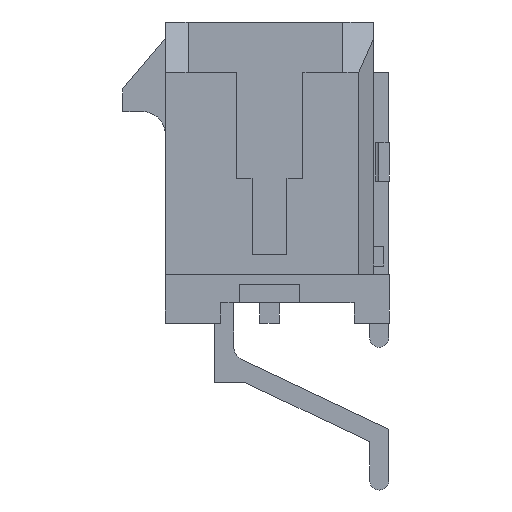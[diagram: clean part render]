
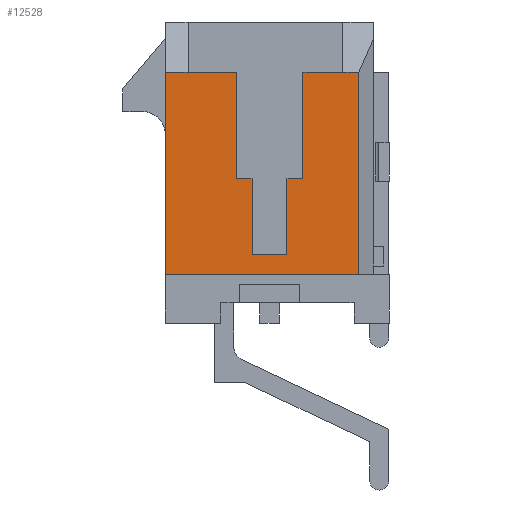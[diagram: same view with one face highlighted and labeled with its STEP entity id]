
A CAD part, left-side view. The second image highlights one B-rep face of the part: STEP entity #12528.
In plain terms, the highlighted planar face has unit normal (-1, 0, 0).
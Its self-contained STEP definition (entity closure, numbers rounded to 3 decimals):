
#3406=DIRECTION('',(0.,0.,-1.));
#3407=VECTOR('',#3406,3.5);
#3408=CARTESIAN_POINT('',(-13.825,-1.1,3.305));
#3409=LINE('',#3408,#3407);
#3410=DIRECTION('',(0.,1.,0.));
#3411=VECTOR('',#3410,1.31);
#3412=CARTESIAN_POINT('',(-13.825,-2.41,3.305));
#3413=LINE('',#3412,#3411);
#3414=DIRECTION('',(0.,-1.,0.));
#3415=VECTOR('',#3414,0.52);
#3416=CARTESIAN_POINT('',(-13.825,-2.41,3.305));
#3417=LINE('',#3416,#3415);
#3418=DIRECTION('',(0.,0.,-1.));
#3419=VECTOR('',#3418,6.66);
#3420=CARTESIAN_POINT('',(-13.825,-2.93,3.305));
#3421=LINE('',#3420,#3419);
#3422=DIRECTION('',(0.,1.,0.));
#3423=VECTOR('',#3422,6.36);
#3424=CARTESIAN_POINT('',(-13.825,-2.93,-3.355));
#3425=LINE('',#3424,#3423);
#3426=DIRECTION('',(0.,0.,1.));
#3427=VECTOR('',#3426,6.66);
#3428=CARTESIAN_POINT('',(-13.825,3.43,-3.355));
#3429=LINE('',#3428,#3427);
#3430=DIRECTION('',(0.,-1.,0.));
#3431=VECTOR('',#3430,0.75);
#3432=CARTESIAN_POINT('',(-13.825,3.43,3.305));
#3433=LINE('',#3432,#3431);
#3434=DIRECTION('',(0.,1.,0.));
#3435=VECTOR('',#3434,1.58);
#3436=CARTESIAN_POINT('',(-13.825,1.1,3.305));
#3437=LINE('',#3436,#3435);
#3438=DIRECTION('',(0.,0.,-1.));
#3439=VECTOR('',#3438,3.5);
#3440=CARTESIAN_POINT('',(-13.825,1.1,3.305));
#3441=LINE('',#3440,#3439);
#3442=DIRECTION('',(0.,1.,0.));
#3443=VECTOR('',#3442,0.525);
#3444=CARTESIAN_POINT('',(-13.825,0.575,-0.195));
#3445=LINE('',#3444,#3443);
#3446=DIRECTION('',(0.,0.,1.));
#3447=VECTOR('',#3446,2.5);
#3448=CARTESIAN_POINT('',(-13.825,0.575,-2.695));
#3449=LINE('',#3448,#3447);
#3450=DIRECTION('',(0.,1.,0.));
#3451=VECTOR('',#3450,1.15);
#3452=CARTESIAN_POINT('',(-13.825,-0.575,-2.695));
#3453=LINE('',#3452,#3451);
#3454=DIRECTION('',(0.,0.,-1.));
#3455=VECTOR('',#3454,2.5);
#3456=CARTESIAN_POINT('',(-13.825,-0.575,-0.195));
#3457=LINE('',#3456,#3455);
#3458=DIRECTION('',(0.,1.,0.));
#3459=VECTOR('',#3458,0.525);
#3460=CARTESIAN_POINT('',(-13.825,-1.1,-0.195));
#3461=LINE('',#3460,#3459);
#6660=CARTESIAN_POINT('',(-13.825,3.43,3.305));
#6662=VERTEX_POINT('',#6660);
#6711=CARTESIAN_POINT('',(-13.825,2.68,3.305));
#6712=VERTEX_POINT('',#6711);
#6713=CARTESIAN_POINT('',(-13.825,-2.41,3.305));
#6714=VERTEX_POINT('',#6713);
#6833=CARTESIAN_POINT('',(-13.825,-1.1,3.305));
#6834=CARTESIAN_POINT('',(-13.825,-1.1,-0.195));
#6835=VERTEX_POINT('',#6833);
#6836=VERTEX_POINT('',#6834);
#6837=CARTESIAN_POINT('',(-13.825,-0.575,-0.195));
#6838=VERTEX_POINT('',#6837);
#6839=CARTESIAN_POINT('',(-13.825,-0.575,-2.695));
#6840=VERTEX_POINT('',#6839);
#6841=CARTESIAN_POINT('',(-13.825,0.575,-2.695));
#6842=VERTEX_POINT('',#6841);
#6843=CARTESIAN_POINT('',(-13.825,0.575,-0.195));
#6844=VERTEX_POINT('',#6843);
#6845=CARTESIAN_POINT('',(-13.825,1.1,-0.195));
#6846=VERTEX_POINT('',#6845);
#6847=CARTESIAN_POINT('',(-13.825,1.1,3.305));
#6848=VERTEX_POINT('',#6847);
#7893=CARTESIAN_POINT('',(-13.825,3.43,-3.355));
#7894=VERTEX_POINT('',#7893);
#7899=CARTESIAN_POINT('',(-13.825,-2.93,3.305));
#7900=VERTEX_POINT('',#7899);
#7901=CARTESIAN_POINT('',(-13.825,-2.93,-3.355));
#7902=VERTEX_POINT('',#7901);
#12498=CARTESIAN_POINT('',(-13.825,0.,0.));
#12499=DIRECTION('',(1.,0.,0.));
#12500=DIRECTION('',(0.,0.,-1.));
#12501=AXIS2_PLACEMENT_3D('',#12498,#12499,#12500);
#12502=PLANE('',#12501);
#12504=ORIENTED_EDGE('',*,*,#12503,.F.);
#12506=ORIENTED_EDGE('',*,*,#12505,.F.);
#12508=ORIENTED_EDGE('',*,*,#12507,.T.);
#12509=ORIENTED_EDGE('',*,*,#9628,.T.);
#12510=ORIENTED_EDGE('',*,*,#9669,.T.);
#12512=ORIENTED_EDGE('',*,*,#12511,.T.);
#12514=ORIENTED_EDGE('',*,*,#12513,.T.);
#12516=ORIENTED_EDGE('',*,*,#12515,.F.);
#12518=ORIENTED_EDGE('',*,*,#12517,.T.);
#12520=ORIENTED_EDGE('',*,*,#12519,.F.);
#12521=ORIENTED_EDGE('',*,*,#12491,.F.);
#12522=ORIENTED_EDGE('',*,*,#12377,.F.);
#12523=ORIENTED_EDGE('',*,*,#12448,.F.);
#12525=ORIENTED_EDGE('',*,*,#12524,.F.);
#12526=EDGE_LOOP('',(#12504,#12506,#12508,#12509,#12510,#12512,#12514,#12516,
#12518,#12520,#12521,#12522,#12523,#12525));
#12527=FACE_OUTER_BOUND('',#12526,.F.);
#12528=ADVANCED_FACE('',(#12527),#12502,.F.);
#9628=EDGE_CURVE('',#7900,#7902,#3421,.T.);
#9669=EDGE_CURVE('',#7902,#7894,#3425,.T.);
#12377=EDGE_CURVE('',#6840,#6842,#3453,.T.);
#12448=EDGE_CURVE('',#6838,#6840,#3457,.T.);
#12491=EDGE_CURVE('',#6842,#6844,#3449,.T.);
#12503=EDGE_CURVE('',#6835,#6836,#3409,.T.);
#12505=EDGE_CURVE('',#6714,#6835,#3413,.T.);
#12507=EDGE_CURVE('',#6714,#7900,#3417,.T.);
#12511=EDGE_CURVE('',#7894,#6662,#3429,.T.);
#12513=EDGE_CURVE('',#6662,#6712,#3433,.T.);
#12515=EDGE_CURVE('',#6848,#6712,#3437,.T.);
#12517=EDGE_CURVE('',#6848,#6846,#3441,.T.);
#12519=EDGE_CURVE('',#6844,#6846,#3445,.T.);
#12524=EDGE_CURVE('',#6836,#6838,#3461,.T.);
